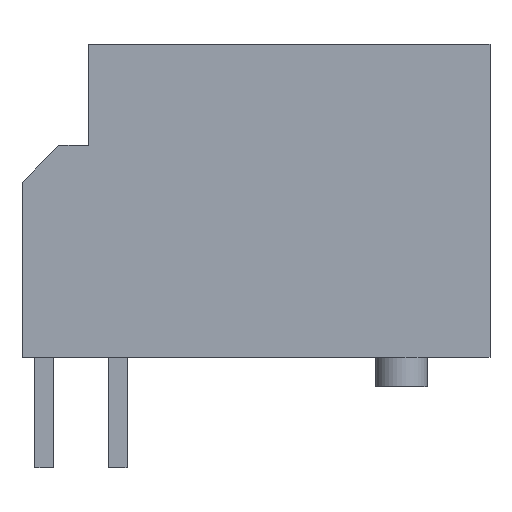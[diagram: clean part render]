
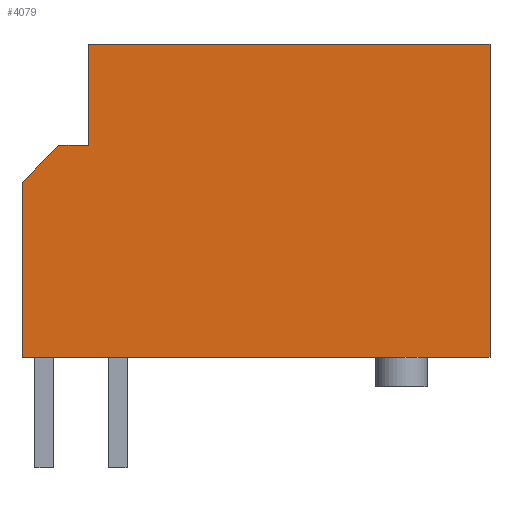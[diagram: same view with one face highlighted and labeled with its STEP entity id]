
A CAD part, left-side view. The second image highlights one B-rep face of the part: STEP entity #4079.
In plain terms, the highlighted planar face has unit normal (-1, 0, 0).
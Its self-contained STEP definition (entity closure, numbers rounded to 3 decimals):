
#1507 = PLANE('',#1508);
#1508 = AXIS2_PLACEMENT_3D('',#1509,#1510,#1511);
#1509 = CARTESIAN_POINT('',(-2.,-12.1,8.5));
#1510 = DIRECTION('',(0.,1.,0.));
#1511 = DIRECTION('',(0.,0.,-1.));
#3631 = VERTEX_POINT('',#3632);
#3632 = CARTESIAN_POINT('',(-2.,-12.1,8.5));
#3646 = PLANE('',#3647);
#3647 = AXIS2_PLACEMENT_3D('',#3648,#3649,#3650);
#3648 = CARTESIAN_POINT('',(-2.,-12.1,8.5));
#3649 = DIRECTION('',(0.,0.,-1.));
#3650 = DIRECTION('',(0.,-1.,0.));
#3658 = EDGE_CURVE('',#3659,#3631,#3661,.T.);
#3659 = VERTEX_POINT('',#3660);
#3660 = CARTESIAN_POINT('',(-2.,-12.1,0.));
#3661 = SURFACE_CURVE('',#3662,(#3666,#3673),.PCURVE_S1.);
#3662 = LINE('',#3663,#3664);
#3663 = CARTESIAN_POINT('',(-2.,-12.1,8.5));
#3664 = VECTOR('',#3665,1.);
#3665 = DIRECTION('',(0.,0.,1.));
#3666 = PCURVE('',#1507,#3667);
#3667 = DEFINITIONAL_REPRESENTATION('',(#3668),#3672);
#3668 = LINE('',#3669,#3670);
#3669 = CARTESIAN_POINT('',(0.,0.));
#3670 = VECTOR('',#3671,1.);
#3671 = DIRECTION('',(-1.,0.));
#3672 = ( GEOMETRIC_REPRESENTATION_CONTEXT(2) 
PARAMETRIC_REPRESENTATION_CONTEXT() REPRESENTATION_CONTEXT('2D SPACE',''
  ) );
#3673 = PCURVE('',#3674,#3679);
#3674 = PLANE('',#3675);
#3675 = AXIS2_PLACEMENT_3D('',#3676,#3677,#3678);
#3676 = CARTESIAN_POINT('',(-2.,0.6,8.5));
#3677 = DIRECTION('',(-1.,0.,0.));
#3678 = DIRECTION('',(0.,0.,-1.));
#3679 = DEFINITIONAL_REPRESENTATION('',(#3680),#3684);
#3680 = LINE('',#3681,#3682);
#3681 = CARTESIAN_POINT('',(0.,12.7));
#3682 = VECTOR('',#3683,1.);
#3683 = DIRECTION('',(-1.,0.));
#3684 = ( GEOMETRIC_REPRESENTATION_CONTEXT(2) 
PARAMETRIC_REPRESENTATION_CONTEXT() REPRESENTATION_CONTEXT('2D SPACE',''
  ) );
#3702 = PLANE('',#3703);
#3703 = AXIS2_PLACEMENT_3D('',#3704,#3705,#3706);
#3704 = CARTESIAN_POINT('',(-2.,-12.1,0.));
#3705 = DIRECTION('',(0.,0.,1.));
#3706 = DIRECTION('',(0.,1.,0.));
#4079 = ADVANCED_FACE('',(#4080),#3674,.T.);
#4080 = FACE_BOUND('',#4081,.T.);
#4081 = EDGE_LOOP('',(#4082,#4105,#4133,#4161,#4189,#4217,#4238));
#4082 = ORIENTED_EDGE('',*,*,#4083,.T.);
#4083 = EDGE_CURVE('',#3631,#4084,#4086,.T.);
#4084 = VERTEX_POINT('',#4085);
#4085 = CARTESIAN_POINT('',(-2.,-1.2,8.5));
#4086 = SURFACE_CURVE('',#4087,(#4091,#4098),.PCURVE_S1.);
#4087 = LINE('',#4088,#4089);
#4088 = CARTESIAN_POINT('',(-2.,-12.1,8.5));
#4089 = VECTOR('',#4090,1.);
#4090 = DIRECTION('',(0.,1.,0.));
#4091 = PCURVE('',#3674,#4092);
#4092 = DEFINITIONAL_REPRESENTATION('',(#4093),#4097);
#4093 = LINE('',#4094,#4095);
#4094 = CARTESIAN_POINT('',(0.,12.7));
#4095 = VECTOR('',#4096,1.);
#4096 = DIRECTION('',(0.,-1.));
#4097 = ( GEOMETRIC_REPRESENTATION_CONTEXT(2) 
PARAMETRIC_REPRESENTATION_CONTEXT() REPRESENTATION_CONTEXT('2D SPACE',''
  ) );
#4098 = PCURVE('',#3646,#4099);
#4099 = DEFINITIONAL_REPRESENTATION('',(#4100),#4104);
#4100 = LINE('',#4101,#4102);
#4101 = CARTESIAN_POINT('',(0.,0.));
#4102 = VECTOR('',#4103,1.);
#4103 = DIRECTION('',(-1.,0.));
#4104 = ( GEOMETRIC_REPRESENTATION_CONTEXT(2) 
PARAMETRIC_REPRESENTATION_CONTEXT() REPRESENTATION_CONTEXT('2D SPACE',''
  ) );
#4105 = ORIENTED_EDGE('',*,*,#4106,.T.);
#4106 = EDGE_CURVE('',#4084,#4107,#4109,.T.);
#4107 = VERTEX_POINT('',#4108);
#4108 = CARTESIAN_POINT('',(-2.,-1.2,5.75));
#4109 = SURFACE_CURVE('',#4110,(#4114,#4121),.PCURVE_S1.);
#4110 = LINE('',#4111,#4112);
#4111 = CARTESIAN_POINT('',(-2.,-1.2,5.75));
#4112 = VECTOR('',#4113,1.);
#4113 = DIRECTION('',(0.,0.,-1.));
#4114 = PCURVE('',#3674,#4115);
#4115 = DEFINITIONAL_REPRESENTATION('',(#4116),#4120);
#4116 = LINE('',#4117,#4118);
#4117 = CARTESIAN_POINT('',(2.75,1.8));
#4118 = VECTOR('',#4119,1.);
#4119 = DIRECTION('',(1.,0.));
#4120 = ( GEOMETRIC_REPRESENTATION_CONTEXT(2) 
PARAMETRIC_REPRESENTATION_CONTEXT() REPRESENTATION_CONTEXT('2D SPACE',''
  ) );
#4121 = PCURVE('',#4122,#4127);
#4122 = PLANE('',#4123);
#4123 = AXIS2_PLACEMENT_3D('',#4124,#4125,#4126);
#4124 = CARTESIAN_POINT('',(-2.,-1.2,5.75));
#4125 = DIRECTION('',(0.,-1.,0.));
#4126 = DIRECTION('',(0.,0.,1.));
#4127 = DEFINITIONAL_REPRESENTATION('',(#4128),#4132);
#4128 = LINE('',#4129,#4130);
#4129 = CARTESIAN_POINT('',(0.,0.));
#4130 = VECTOR('',#4131,1.);
#4131 = DIRECTION('',(-1.,0.));
#4132 = ( GEOMETRIC_REPRESENTATION_CONTEXT(2) 
PARAMETRIC_REPRESENTATION_CONTEXT() REPRESENTATION_CONTEXT('2D SPACE',''
  ) );
#4133 = ORIENTED_EDGE('',*,*,#4134,.T.);
#4134 = EDGE_CURVE('',#4107,#4135,#4137,.T.);
#4135 = VERTEX_POINT('',#4136);
#4136 = CARTESIAN_POINT('',(-2.,-0.4,5.75));
#4137 = SURFACE_CURVE('',#4138,(#4142,#4149),.PCURVE_S1.);
#4138 = LINE('',#4139,#4140);
#4139 = CARTESIAN_POINT('',(-2.,-0.4,5.75));
#4140 = VECTOR('',#4141,1.);
#4141 = DIRECTION('',(0.,1.,0.));
#4142 = PCURVE('',#3674,#4143);
#4143 = DEFINITIONAL_REPRESENTATION('',(#4144),#4148);
#4144 = LINE('',#4145,#4146);
#4145 = CARTESIAN_POINT('',(2.75,1.));
#4146 = VECTOR('',#4147,1.);
#4147 = DIRECTION('',(0.,-1.));
#4148 = ( GEOMETRIC_REPRESENTATION_CONTEXT(2) 
PARAMETRIC_REPRESENTATION_CONTEXT() REPRESENTATION_CONTEXT('2D SPACE',''
  ) );
#4149 = PCURVE('',#4150,#4155);
#4150 = PLANE('',#4151);
#4151 = AXIS2_PLACEMENT_3D('',#4152,#4153,#4154);
#4152 = CARTESIAN_POINT('',(-2.,-0.4,5.75));
#4153 = DIRECTION('',(0.,0.,-1.));
#4154 = DIRECTION('',(0.,-1.,0.));
#4155 = DEFINITIONAL_REPRESENTATION('',(#4156),#4160);
#4156 = LINE('',#4157,#4158);
#4157 = CARTESIAN_POINT('',(0.,0.));
#4158 = VECTOR('',#4159,1.);
#4159 = DIRECTION('',(-1.,0.));
#4160 = ( GEOMETRIC_REPRESENTATION_CONTEXT(2) 
PARAMETRIC_REPRESENTATION_CONTEXT() REPRESENTATION_CONTEXT('2D SPACE',''
  ) );
#4161 = ORIENTED_EDGE('',*,*,#4162,.T.);
#4162 = EDGE_CURVE('',#4135,#4163,#4165,.T.);
#4163 = VERTEX_POINT('',#4164);
#4164 = CARTESIAN_POINT('',(-2.,0.6,4.75));
#4165 = SURFACE_CURVE('',#4166,(#4170,#4177),.PCURVE_S1.);
#4166 = LINE('',#4167,#4168);
#4167 = CARTESIAN_POINT('',(-2.,0.6,4.75));
#4168 = VECTOR('',#4169,1.);
#4169 = DIRECTION('',(0.,0.707,
    -0.707));
#4170 = PCURVE('',#3674,#4171);
#4171 = DEFINITIONAL_REPRESENTATION('',(#4172),#4176);
#4172 = LINE('',#4173,#4174);
#4173 = CARTESIAN_POINT('',(3.75,0.));
#4174 = VECTOR('',#4175,1.);
#4175 = DIRECTION('',(0.707,-0.707));
#4176 = ( GEOMETRIC_REPRESENTATION_CONTEXT(2) 
PARAMETRIC_REPRESENTATION_CONTEXT() REPRESENTATION_CONTEXT('2D SPACE',''
  ) );
#4177 = PCURVE('',#4178,#4183);
#4178 = PLANE('',#4179);
#4179 = AXIS2_PLACEMENT_3D('',#4180,#4181,#4182);
#4180 = CARTESIAN_POINT('',(-2.,0.6,4.75));
#4181 = DIRECTION('',(0.,-0.707,
    -0.707));
#4182 = DIRECTION('',(0.,-0.707,0.707
    ));
#4183 = DEFINITIONAL_REPRESENTATION('',(#4184),#4188);
#4184 = LINE('',#4185,#4186);
#4185 = CARTESIAN_POINT('',(0.,0.));
#4186 = VECTOR('',#4187,1.);
#4187 = DIRECTION('',(-1.,0.));
#4188 = ( GEOMETRIC_REPRESENTATION_CONTEXT(2) 
PARAMETRIC_REPRESENTATION_CONTEXT() REPRESENTATION_CONTEXT('2D SPACE',''
  ) );
#4189 = ORIENTED_EDGE('',*,*,#4190,.T.);
#4190 = EDGE_CURVE('',#4163,#4191,#4193,.T.);
#4191 = VERTEX_POINT('',#4192);
#4192 = CARTESIAN_POINT('',(-2.,0.6,0.));
#4193 = SURFACE_CURVE('',#4194,(#4198,#4205),.PCURVE_S1.);
#4194 = LINE('',#4195,#4196);
#4195 = CARTESIAN_POINT('',(-2.,0.6,4.75));
#4196 = VECTOR('',#4197,1.);
#4197 = DIRECTION('',(0.,0.,-1.));
#4198 = PCURVE('',#3674,#4199);
#4199 = DEFINITIONAL_REPRESENTATION('',(#4200),#4204);
#4200 = LINE('',#4201,#4202);
#4201 = CARTESIAN_POINT('',(3.75,0.));
#4202 = VECTOR('',#4203,1.);
#4203 = DIRECTION('',(1.,0.));
#4204 = ( GEOMETRIC_REPRESENTATION_CONTEXT(2) 
PARAMETRIC_REPRESENTATION_CONTEXT() REPRESENTATION_CONTEXT('2D SPACE',''
  ) );
#4205 = PCURVE('',#4206,#4211);
#4206 = PLANE('',#4207);
#4207 = AXIS2_PLACEMENT_3D('',#4208,#4209,#4210);
#4208 = CARTESIAN_POINT('',(-2.,0.6,4.75));
#4209 = DIRECTION('',(0.,-1.,0.));
#4210 = DIRECTION('',(0.,0.,1.));
#4211 = DEFINITIONAL_REPRESENTATION('',(#4212),#4216);
#4212 = LINE('',#4213,#4214);
#4213 = CARTESIAN_POINT('',(0.,0.));
#4214 = VECTOR('',#4215,1.);
#4215 = DIRECTION('',(-1.,0.));
#4216 = ( GEOMETRIC_REPRESENTATION_CONTEXT(2) 
PARAMETRIC_REPRESENTATION_CONTEXT() REPRESENTATION_CONTEXT('2D SPACE',''
  ) );
#4217 = ORIENTED_EDGE('',*,*,#4218,.T.);
#4218 = EDGE_CURVE('',#4191,#3659,#4219,.T.);
#4219 = SURFACE_CURVE('',#4220,(#4224,#4231),.PCURVE_S1.);
#4220 = LINE('',#4221,#4222);
#4221 = CARTESIAN_POINT('',(-2.,-12.1,0.));
#4222 = VECTOR('',#4223,1.);
#4223 = DIRECTION('',(0.,-1.,0.));
#4224 = PCURVE('',#3674,#4225);
#4225 = DEFINITIONAL_REPRESENTATION('',(#4226),#4230);
#4226 = LINE('',#4227,#4228);
#4227 = CARTESIAN_POINT('',(8.5,12.7));
#4228 = VECTOR('',#4229,1.);
#4229 = DIRECTION('',(0.,1.));
#4230 = ( GEOMETRIC_REPRESENTATION_CONTEXT(2) 
PARAMETRIC_REPRESENTATION_CONTEXT() REPRESENTATION_CONTEXT('2D SPACE',''
  ) );
#4231 = PCURVE('',#3702,#4232);
#4232 = DEFINITIONAL_REPRESENTATION('',(#4233),#4237);
#4233 = LINE('',#4234,#4235);
#4234 = CARTESIAN_POINT('',(0.,0.));
#4235 = VECTOR('',#4236,1.);
#4236 = DIRECTION('',(-1.,0.));
#4237 = ( GEOMETRIC_REPRESENTATION_CONTEXT(2) 
PARAMETRIC_REPRESENTATION_CONTEXT() REPRESENTATION_CONTEXT('2D SPACE',''
  ) );
#4238 = ORIENTED_EDGE('',*,*,#3658,.T.);
